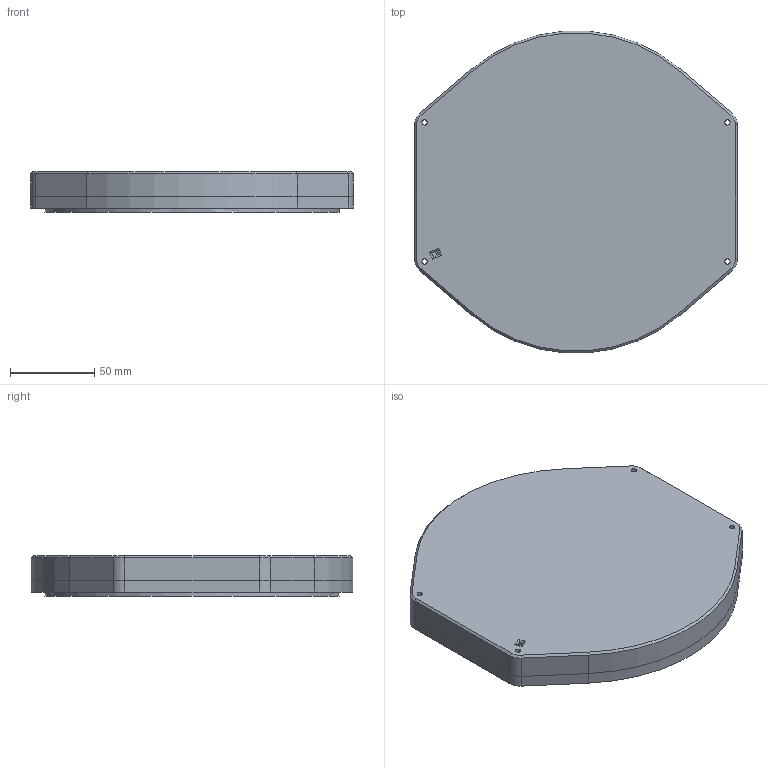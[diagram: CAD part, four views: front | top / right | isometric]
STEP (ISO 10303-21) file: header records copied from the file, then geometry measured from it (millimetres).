
FILE_DESCRIPTION(('FreeCAD Model'),'2;1');
FILE_NAME('Open CASCADE Shape Model','2024-01-24T00:46:21',('Author'),( ''),'Open CASCADE STEP processor 7.6','FreeCAD','Unknown');
FILE_SCHEMA(('AUTOMOTIVE_DESIGN { 1 0 10303 214 1 1 1 1 }'));
Length unit declared in the file: millimetre
Products named in the file (5): Flat_Panel; Body; Front; Spacer; Cover
Assembly tree (4 placements, depth 2):
  Flat_Panel
    Body
    Front
    Spacer
    Cover
Bounding box: 191.6 x 191.01 x 24.15 mm (x, y, z)
Volume: 287728.5 mm3; surface area: 171901.7 mm2
Topology: 4 solids, 4 shells, 90 faces, 222 edges, 144 vertices
Faces by surface type: plane 40, cylinder 40, cone 8, torus 2
Full cylindrical faces by diameter (mm): 3.2 x8, 165.6 x1, 169.6 x1, 174.6 x1, 176 x1, 178 x1, 180 x1, 182 x1, 186.6 x2, 187.6 x1
Entity records: 3108 total; most frequent: CARTESIAN_POINT 766, DIRECTION 481, ORIENTED_EDGE 444, EDGE_CURVE 222, AXIS2_PLACEMENT_3D 183, VERTEX_POINT 144, FACE_BOUND 116, EDGE_LOOP 116
